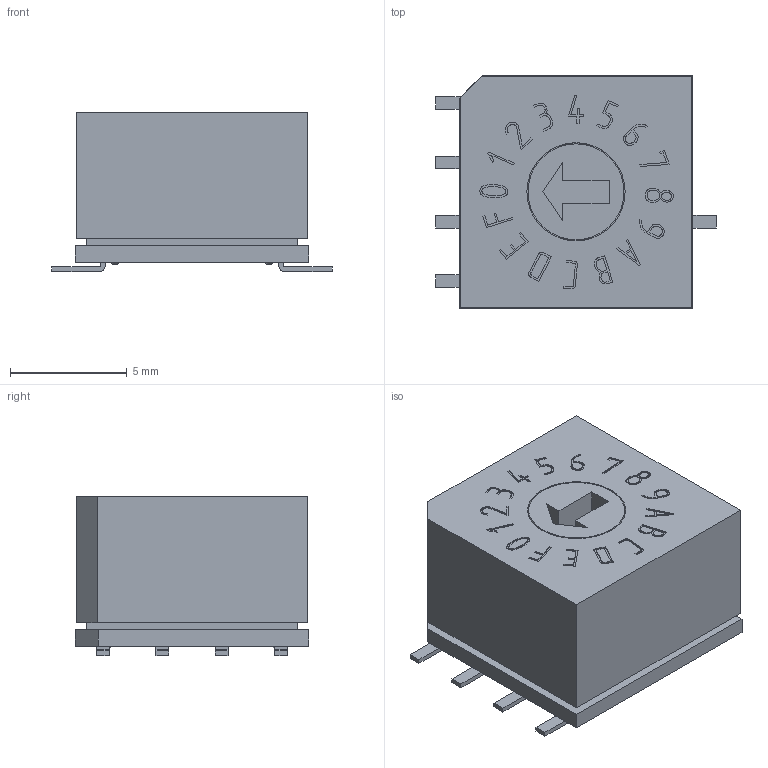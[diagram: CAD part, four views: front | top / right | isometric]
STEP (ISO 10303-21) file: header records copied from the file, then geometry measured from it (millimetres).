
FILE_DESCRIPTION(/* description */ ('Unknown'),/* implementation_level */ '2;1');
FILE_NAME(/* name */ '428511310816',/* time_stamp */ '2023-11-13T11:44:25+01:00',/* author */ ('Unknown'),/* organization */ ('Unknown'),/* preprocessor_version */ 'ST-DEVELOPER v16.7',/* originating_system */ 'Solid Edge',/* authorisation */ 'Unknown');
FILE_SCHEMA (('AUTOMOTIVE_DESIGN {1 0 10303 214 3 1 1}'));
Length unit declared in the file: millimetre
Products named in the file (1): 428511310816
Bounding box: 12 x 10 x 6.8 mm (x, y, z)
Volume: 612.7 mm3; surface area: 609.7 mm2
Topology: 1 solids, 1 shells, 238 faces, 596 edges, 397 vertices
Faces by surface type: plane 180, bspline 42, cylinder 12, torus 4
Full cylindrical faces by diameter (mm): 4.1 x1, 4.2 x1
Entity records: 9911 total; most frequent: CARTESIAN_POINT 2822, ORIENTED_EDGE 1166, DIRECTION 925, EDGE_CURVE 583, LINE 467, VECTOR 467, VERTEX_POINT 394, EDGE_LOOP 285
